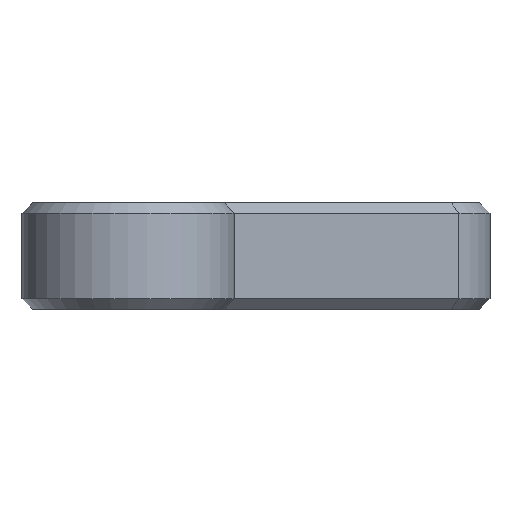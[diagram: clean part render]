
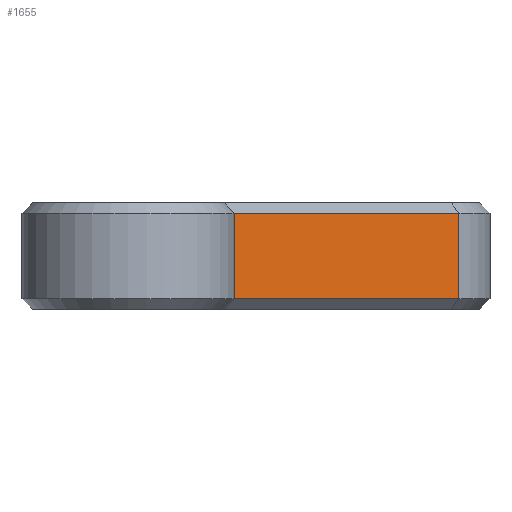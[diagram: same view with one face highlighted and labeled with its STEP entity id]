
A CAD part, front view. The second image highlights one B-rep face of the part: STEP entity #1655.
In plain terms, the highlighted planar face has unit normal (0.707, -0.707, 0).
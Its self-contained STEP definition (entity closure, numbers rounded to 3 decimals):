
#10 = VERTEX_POINT ( 'NONE', #1348 ) ;
#83 = DIRECTION ( 'NONE',  ( -0.707, -0.707, 0. ) ) ;
#149 = VERTEX_POINT ( 'NONE', #1251 ) ;
#170 = DIRECTION ( 'NONE',  ( 0., 0., -1. ) ) ;
#227 = FACE_OUTER_BOUND ( 'NONE', #357, .T. ) ;
#248 = DIRECTION ( 'NONE',  ( -0.707, 0.707, 0. ) ) ;
#306 = LINE ( 'NONE', #2221, #1876 ) ;
#357 = EDGE_LOOP ( 'NONE', ( #737, #1219, #1777, #410 ) ) ;
#379 = DIRECTION ( 'NONE',  ( -0.707, -0.707, 0. ) ) ;
#410 = ORIENTED_EDGE ( 'NONE', *, *, #1667, .T. ) ;
#495 = DIRECTION ( 'NONE',  ( 0.707, 0.707, 0. ) ) ;
#615 = CARTESIAN_POINT ( 'NONE',  ( 5., 12.929, 2. ) ) ;
#687 = CARTESIAN_POINT ( 'NONE',  ( 15.536, 23.464, -2. ) ) ;
#737 = ORIENTED_EDGE ( 'NONE', *, *, #1311, .T. ) ;
#754 = CARTESIAN_POINT ( 'NONE',  ( 15.536, 23.464, 2.5 ) ) ;
#862 = LINE ( 'NONE', #1551, #1838 ) ;
#952 = PLANE ( 'NONE',  #2219 ) ;
#1033 = VERTEX_POINT ( 'NONE', #687 ) ;
#1208 = VECTOR ( 'NONE', #379, 1000. ) ;
#1219 = ORIENTED_EDGE ( 'NONE', *, *, #1295, .T. ) ;
#1251 = CARTESIAN_POINT ( 'NONE',  ( 15.536, 23.464, 2. ) ) ;
#1295 = EDGE_CURVE ( 'NONE', #10, #1033, #862, .T. ) ;
#1311 = EDGE_CURVE ( 'NONE', #1405, #10, #306, .T. ) ;
#1348 = CARTESIAN_POINT ( 'NONE',  ( 5., 12.929, -2. ) ) ;
#1405 = VERTEX_POINT ( 'NONE', #2097 ) ;
#1450 = DIRECTION ( 'NONE',  ( 0., 0., -1. ) ) ;
#1488 = LINE ( 'NONE', #615, #1208 ) ;
#1551 = CARTESIAN_POINT ( 'NONE',  ( 5., 12.929, -2. ) ) ;
#1574 = VECTOR ( 'NONE', #1450, 1000. ) ;
#1629 = LINE ( 'NONE', #754, #1574 ) ;
#1655 = ADVANCED_FACE ( 'NONE', ( #227 ), #952, .F. ) ;
#1667 = EDGE_CURVE ( 'NONE', #149, #1405, #1488, .T. ) ;
#1777 = ORIENTED_EDGE ( 'NONE', *, *, #1823, .F. ) ;
#1803 = CARTESIAN_POINT ( 'NONE',  ( 5., 12.929, 2.5 ) ) ;
#1823 = EDGE_CURVE ( 'NONE', #149, #1033, #1629, .T. ) ;
#1838 = VECTOR ( 'NONE', #495, 1000. ) ;
#1876 = VECTOR ( 'NONE', #170, 1000. ) ;
#2097 = CARTESIAN_POINT ( 'NONE',  ( 5., 12.929, 2. ) ) ;
#2219 = AXIS2_PLACEMENT_3D ( 'NONE', #1803, #248, #83 ) ;
#2221 = CARTESIAN_POINT ( 'NONE',  ( 5., 12.929, 2.5 ) ) ;
